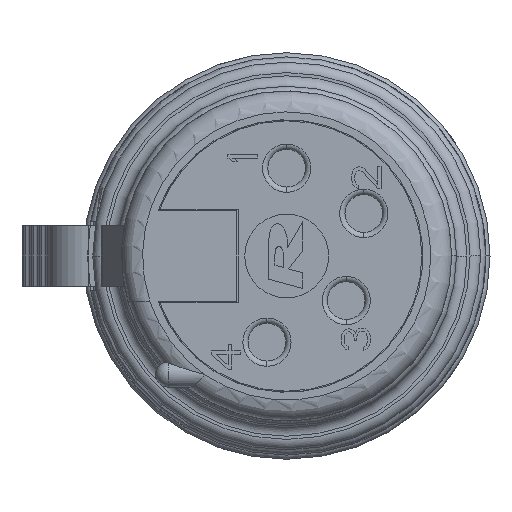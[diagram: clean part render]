
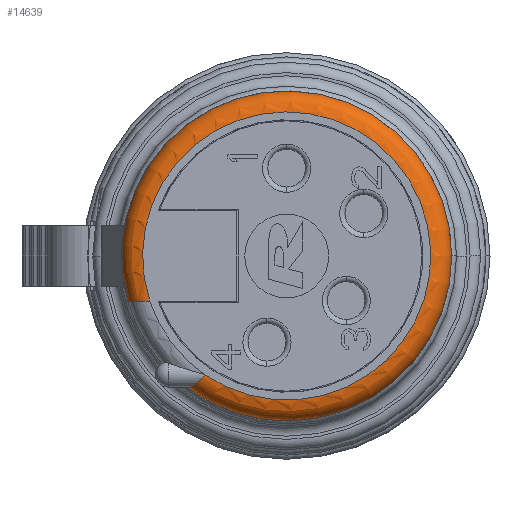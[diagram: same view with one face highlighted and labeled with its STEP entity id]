
A CAD part, left-side view. The second image highlights one B-rep face of the part: STEP entity #14639.
In plain terms, the highlighted toroidal (fillet/blend) face has major radius 6.875 mm and minor radius 1 mm.
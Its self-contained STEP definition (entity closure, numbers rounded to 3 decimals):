
#327=CARTESIAN_POINT('',(-14.1,0.,0.));
#328=DIRECTION('',(-1.,0.,0.));
#329=DIRECTION('',(0.,0.568,-0.823));
#330=AXIS2_PLACEMENT_3D('',#327,#328,#329);
#335=CARTESIAN_POINT('',(-13.1,4.782,-6.257));
#336=CARTESIAN_POINT('',(-13.168,4.782,-6.257));
#337=CARTESIAN_POINT('',(-13.302,4.76,-6.257));
#338=CARTESIAN_POINT('',(-13.435,4.691,-6.257));
#339=CARTESIAN_POINT('',(-13.5,4.643,-6.257));
#344=CARTESIAN_POINT('',(-13.5,4.643,-6.257));
#345=CARTESIAN_POINT('',(-13.562,4.597,-6.257));
#346=CARTESIAN_POINT('',(-13.688,4.505,-6.237));
#347=CARTESIAN_POINT('',(-13.859,4.363,-6.15));
#348=CARTESIAN_POINT('',(-13.993,4.215,-6.016));
#349=CARTESIAN_POINT('',(-14.08,4.064,-5.847));
#350=CARTESIAN_POINT('',(-14.1,3.96,-5.721));
#351=CARTESIAN_POINT('',(-14.1,3.907,-5.657));
#356=CARTESIAN_POINT('',(-14.1,6.53,-2.15));
#357=CARTESIAN_POINT('',(-14.1,6.599,-2.15));
#358=CARTESIAN_POINT('',(-14.087,6.735,-2.15));
#359=CARTESIAN_POINT('',(-14.032,6.929,-2.15));
#360=CARTESIAN_POINT('',(-13.941,7.11,-2.15));
#361=CARTESIAN_POINT('',(-13.818,7.269,-2.15));
#362=CARTESIAN_POINT('',(-13.667,7.401,-2.15));
#363=CARTESIAN_POINT('',(-13.491,7.5,-2.15));
#364=CARTESIAN_POINT('',(-13.299,7.562,-2.15));
#365=CARTESIAN_POINT('',(-13.166,7.576,-2.15));
#366=CARTESIAN_POINT('',(-13.1,7.576,-2.15));
#468=CARTESIAN_POINT('',(-13.1,0.,0.));
#469=DIRECTION('',(-1.,0.,0.));
#470=DIRECTION('',(0.,0.607,-0.795));
#471=AXIS2_PLACEMENT_3D('',#468,#469,#470);
#12891=CARTESIAN_POINT('',(-13.1,4.782,-6.257));
#12893=VERTEX_POINT('',#12891);
#12898=VERTEX_POINT('',#339);
#12900=VERTEX_POINT('',#351);
#12934=VERTEX_POINT('',#356);
#12935=VERTEX_POINT('',#366);
#14623=CARTESIAN_POINT('',(-13.1,0.,0.));
#14624=DIRECTION('',(-1.,0.,0.));
#14625=DIRECTION('',(0.,-1.,-0.01));
#14626=AXIS2_PLACEMENT_3D('',#14623,#14624,#14625);
#14627=TOROIDAL_SURFACE('',#14626,6.875,1.);
#14628=ORIENTED_EDGE('',*,*,#14610,.T.);
#14630=ORIENTED_EDGE('',*,*,#14629,.T.);
#14632=ORIENTED_EDGE('',*,*,#14631,.F.);
#14634=ORIENTED_EDGE('',*,*,#14633,.T.);
#14636=ORIENTED_EDGE('',*,*,#14635,.T.);
#14637=EDGE_LOOP('',(#14628,#14630,#14632,#14634,#14636));
#14638=FACE_OUTER_BOUND('',#14637,.F.);
#331=CIRCLE('',#330,6.875);
#340=B_SPLINE_CURVE_WITH_KNOTS('',3,(#335,#336,#337,#338,#339),.UNSPECIFIED.,
.F.,.F.,(4,1,4),(0.,0.5,1.),.UNSPECIFIED.);
#352=B_SPLINE_CURVE_WITH_KNOTS('',3,(#344,#345,#346,#347,#348,#349,#350,#351),
.UNSPECIFIED.,.F.,.F.,(4,1,1,1,1,4),(0.,0.2,0.4,0.6,0.8,1.),
.UNSPECIFIED.);
#367=B_SPLINE_CURVE_WITH_KNOTS('',3,(#356,#357,#358,#359,#360,#361,#362,#363,
#364,#365,#366),.UNSPECIFIED.,.F.,.F.,(4,1,1,1,1,1,1,1,4),(0.,0.125,0.25,
0.375,0.5,0.625,0.75,0.875,1.),.UNSPECIFIED.);
#472=CIRCLE('',#471,7.875);
#14610=EDGE_CURVE('',#12900,#12934,#331,.T.);
#14629=EDGE_CURVE('',#12934,#12935,#367,.T.);
#14631=EDGE_CURVE('',#12893,#12935,#472,.T.);
#14633=EDGE_CURVE('',#12893,#12898,#340,.T.);
#14635=EDGE_CURVE('',#12898,#12900,#352,.T.);
#14639=ADVANCED_FACE('',(#14638),#14627,.T.);
